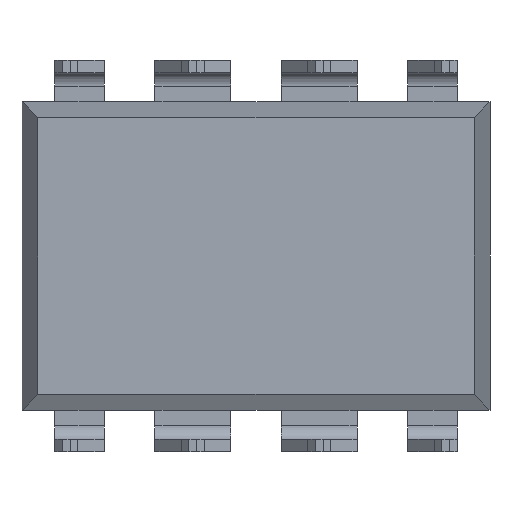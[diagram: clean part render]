
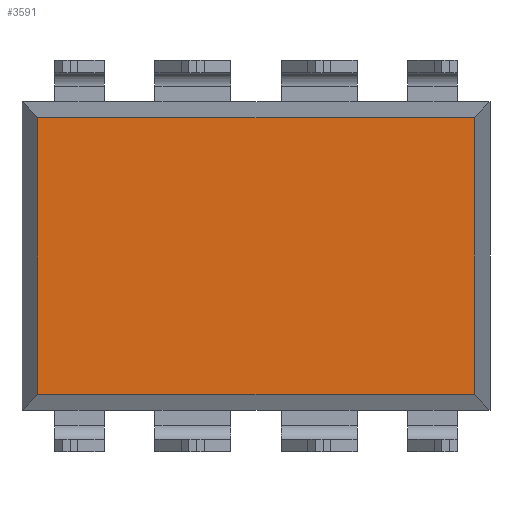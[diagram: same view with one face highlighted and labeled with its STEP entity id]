
A CAD part, front view. The second image highlights one B-rep face of the part: STEP entity #3591.
In plain terms, the highlighted planar face has unit normal (0, -1, 0).
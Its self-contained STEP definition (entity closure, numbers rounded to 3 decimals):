
#332 = LINE ( 'NONE', #532, #4494 ) ;
#391 = PLANE ( 'NONE',  #1434 ) ;
#443 = CARTESIAN_POINT ( 'NONE',  ( 0., 0.5, 0. ) ) ;
#484 = DIRECTION ( 'NONE',  ( -1., 0., 0. ) ) ;
#532 = CARTESIAN_POINT ( 'NONE',  ( -4.382, 0.5, 0. ) ) ;
#822 = DIRECTION ( 'NONE',  ( 0., 0., 1. ) ) ;
#1278 = VECTOR ( 'NONE', #484, 1000. ) ;
#1346 = VERTEX_POINT ( 'NONE', #4352 ) ;
#1434 = AXIS2_PLACEMENT_3D ( 'NONE', #443, #1981, #822 ) ;
#1592 = VECTOR ( 'NONE', #3287, 1000. ) ;
#1981 = DIRECTION ( 'NONE',  ( 0., 1., 0. ) ) ;
#2029 = EDGE_CURVE ( 'NONE', #3370, #3401, #3491, .T. ) ;
#2289 = LINE ( 'NONE', #3969, #1592 ) ;
#2346 = EDGE_CURVE ( 'NONE', #4557, #3370, #3672, .T. ) ;
#2558 = EDGE_CURVE ( 'NONE', #1346, #4557, #2289, .T. ) ;
#2606 = ORIENTED_EDGE ( 'NONE', *, *, #2029, .T. ) ;
#3232 = ORIENTED_EDGE ( 'NONE', *, *, #2346, .T. ) ;
#3287 = DIRECTION ( 'NONE',  ( 1., 0., 0. ) ) ;
#3370 = VERTEX_POINT ( 'NONE', #5053 ) ;
#3401 = VERTEX_POINT ( 'NONE', #4694 ) ;
#3479 = DIRECTION ( 'NONE',  ( 0., 0., 1. ) ) ;
#3491 = LINE ( 'NONE', #4430, #1278 ) ;
#3559 = FACE_OUTER_BOUND ( 'NONE', #4722, .T. ) ;
#3591 = ADVANCED_FACE ( 'NONE', ( #3559 ), #391, .F. ) ;
#3672 = LINE ( 'NONE', #3913, #4056 ) ;
#3913 = CARTESIAN_POINT ( 'NONE',  ( 4.382, 0.5, 0. ) ) ;
#3969 = CARTESIAN_POINT ( 'NONE',  ( 0., 0.5, -2.782 ) ) ;
#4056 = VECTOR ( 'NONE', #3479, 1000. ) ;
#4352 = CARTESIAN_POINT ( 'NONE',  ( -4.382, 0.5, -2.782 ) ) ;
#4369 = ORIENTED_EDGE ( 'NONE', *, *, #5191, .T. ) ;
#4430 = CARTESIAN_POINT ( 'NONE',  ( 0., 0.5, 2.782 ) ) ;
#4442 = ORIENTED_EDGE ( 'NONE', *, *, #2558, .T. ) ;
#4494 = VECTOR ( 'NONE', #4558, 1000. ) ;
#4557 = VERTEX_POINT ( 'NONE', #5035 ) ;
#4558 = DIRECTION ( 'NONE',  ( 0., 0., -1. ) ) ;
#4694 = CARTESIAN_POINT ( 'NONE',  ( -4.382, 0.5, 2.782 ) ) ;
#4722 = EDGE_LOOP ( 'NONE', ( #3232, #2606, #4369, #4442 ) ) ;
#5035 = CARTESIAN_POINT ( 'NONE',  ( 4.382, 0.5, -2.782 ) ) ;
#5053 = CARTESIAN_POINT ( 'NONE',  ( 4.382, 0.5, 2.782 ) ) ;
#5191 = EDGE_CURVE ( 'NONE', #3401, #1346, #332, .T. ) ;
